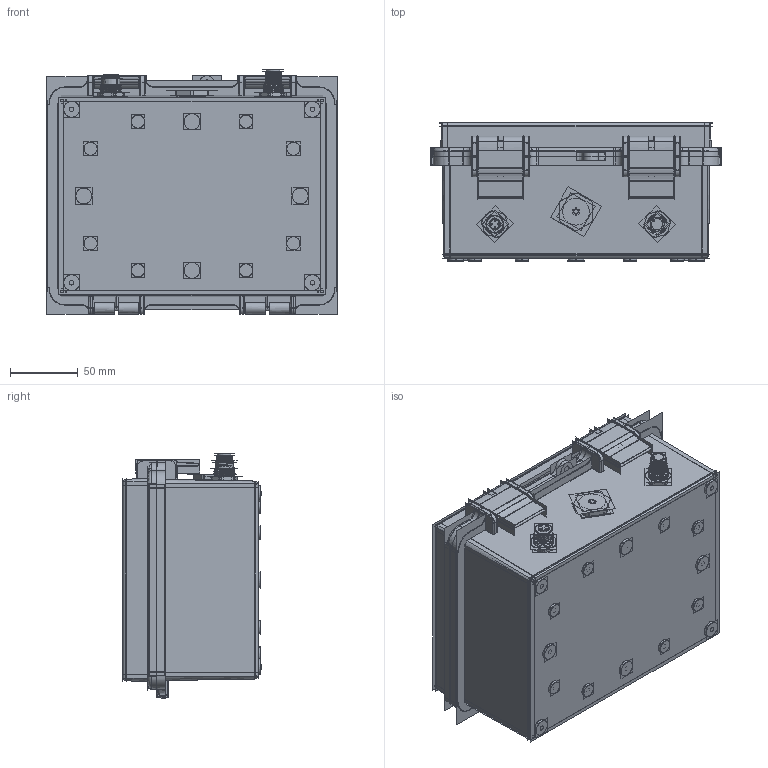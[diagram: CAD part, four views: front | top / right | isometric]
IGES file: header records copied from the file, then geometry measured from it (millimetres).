
Start section:  PTC IGES file: 237171_sm01.igs
Global section: file name: 237171_sm01.igs; native system: Creo Parametric by PTC Inc.; preprocessor: 2022414; author: banengservice; organization: Unknown; date: 20240801.124052; units: millimetre
Bounding box: 215.5 x 102.12 x 180.81 mm (x, y, z)
Volume: 427381 mm3; surface area: 1248723.8 mm2
Topology: 3 solids, 4 shells, 3294 faces, 16906 edges, 21359 vertices
Faces by surface type: revolution 1970, bspline 1324
